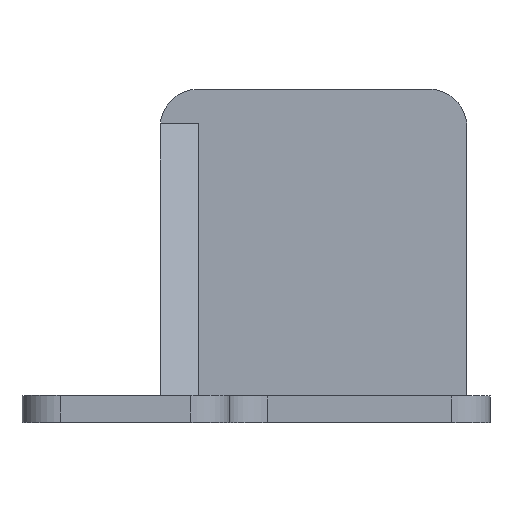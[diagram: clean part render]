
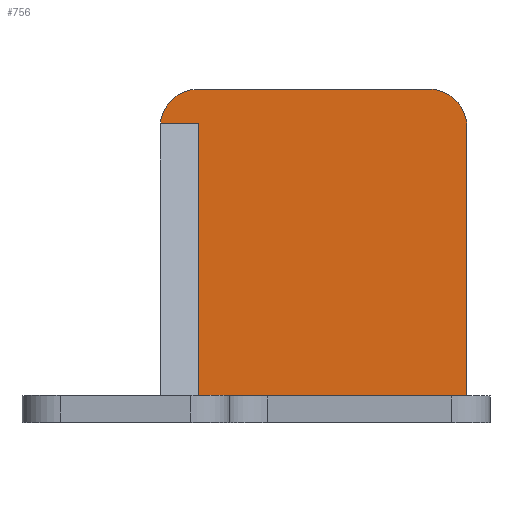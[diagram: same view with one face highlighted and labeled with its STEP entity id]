
A CAD part, top view. The second image highlights one B-rep face of the part: STEP entity #756.
In plain terms, the highlighted planar face has unit normal (0, 0, 1).
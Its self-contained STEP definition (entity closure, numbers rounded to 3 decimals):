
#296 = PLANE('',#297);
#297 = AXIS2_PLACEMENT_3D('',#298,#299,#300);
#298 = CARTESIAN_POINT('',(27.5,0.,-16.225));
#299 = DIRECTION('',(-1.,0.,0.));
#300 = DIRECTION('',(0.,0.,-1.));
#325 = CYLINDRICAL_SURFACE('',#326,5.);
#326 = AXIS2_PLACEMENT_3D('',#327,#328,#329);
#327 = CARTESIAN_POINT('',(22.5,35.,-16.225));
#328 = DIRECTION('',(0.,0.,-1.));
#329 = DIRECTION('',(1.,0.,0.));
#353 = PLANE('',#354);
#354 = AXIS2_PLACEMENT_3D('',#355,#356,#357);
#355 = CARTESIAN_POINT('',(7.5,40.,-18.225));
#356 = DIRECTION('',(0.,1.,0.));
#357 = DIRECTION('',(0.,0.,1.));
#386 = CYLINDRICAL_SURFACE('',#387,5.);
#387 = AXIS2_PLACEMENT_3D('',#388,#389,#390);
#388 = CARTESIAN_POINT('',(-7.5,35.,-20.225));
#389 = DIRECTION('',(0.,0.,1.));
#390 = DIRECTION('',(-1.,0.,0.));
#414 = PLANE('',#415);
#415 = AXIS2_PLACEMENT_3D('',#416,#417,#418);
#416 = CARTESIAN_POINT('',(-12.5,0.,-20.225));
#417 = DIRECTION('',(1.,0.,0.));
#418 = DIRECTION('',(0.,0.,1.));
#440 = PLANE('',#441);
#441 = AXIS2_PLACEMENT_3D('',#442,#443,#444);
#442 = CARTESIAN_POINT('',(7.5,0.,-18.225));
#443 = DIRECTION('',(0.,1.,0.));
#444 = DIRECTION('',(0.,0.,1.));
#455 = EDGE_CURVE('',#456,#458,#460,.T.);
#456 = VERTEX_POINT('',#457);
#457 = CARTESIAN_POINT('',(27.5,0.,-16.225));
#458 = VERTEX_POINT('',#459);
#459 = CARTESIAN_POINT('',(27.5,35.,-16.225));
#460 = SURFACE_CURVE('',#461,(#465,#472),.PCURVE_S1.);
#461 = LINE('',#462,#463);
#462 = CARTESIAN_POINT('',(27.5,0.,-16.225));
#463 = VECTOR('',#464,1.);
#464 = DIRECTION('',(0.,1.,0.));
#465 = PCURVE('',#296,#466);
#466 = DEFINITIONAL_REPRESENTATION('',(#467),#471);
#467 = LINE('',#468,#469);
#468 = CARTESIAN_POINT('',(0.,-0.));
#469 = VECTOR('',#470,1.);
#470 = DIRECTION('',(0.,-1.));
#471 = ( GEOMETRIC_REPRESENTATION_CONTEXT(2) 
PARAMETRIC_REPRESENTATION_CONTEXT() REPRESENTATION_CONTEXT('2D SPACE',''
  ) );
#472 = PCURVE('',#473,#478);
#473 = PLANE('',#474);
#474 = AXIS2_PLACEMENT_3D('',#475,#476,#477);
#475 = CARTESIAN_POINT('',(-12.5,0.,-16.225));
#476 = DIRECTION('',(0.,0.,-1.));
#477 = DIRECTION('',(1.,0.,0.));
#478 = DEFINITIONAL_REPRESENTATION('',(#479),#483);
#479 = LINE('',#480,#481);
#480 = CARTESIAN_POINT('',(40.,0.));
#481 = VECTOR('',#482,1.);
#482 = DIRECTION('',(0.,-1.));
#483 = ( GEOMETRIC_REPRESENTATION_CONTEXT(2) 
PARAMETRIC_REPRESENTATION_CONTEXT() REPRESENTATION_CONTEXT('2D SPACE',''
  ) );
#531 = EDGE_CURVE('',#458,#532,#534,.T.);
#532 = VERTEX_POINT('',#533);
#533 = CARTESIAN_POINT('',(22.5,40.,-16.225));
#534 = SURFACE_CURVE('',#535,(#540,#547),.PCURVE_S1.);
#535 = CIRCLE('',#536,5.);
#536 = AXIS2_PLACEMENT_3D('',#537,#538,#539);
#537 = CARTESIAN_POINT('',(22.5,35.,-16.225));
#538 = DIRECTION('',(0.,0.,1.));
#539 = DIRECTION('',(0.,1.,0.));
#540 = PCURVE('',#325,#541);
#541 = DEFINITIONAL_REPRESENTATION('',(#542),#546);
#542 = LINE('',#543,#544);
#543 = CARTESIAN_POINT('',(4.712,0.));
#544 = VECTOR('',#545,1.);
#545 = DIRECTION('',(-1.,0.));
#546 = ( GEOMETRIC_REPRESENTATION_CONTEXT(2) 
PARAMETRIC_REPRESENTATION_CONTEXT() REPRESENTATION_CONTEXT('2D SPACE',''
  ) );
#547 = PCURVE('',#473,#548);
#548 = DEFINITIONAL_REPRESENTATION('',(#549),#557);
#549 = ( BOUNDED_CURVE() B_SPLINE_CURVE(2,(#550,#551,#552,#553,#554,#555
,#556),.UNSPECIFIED.,.T.,.F.) B_SPLINE_CURVE_WITH_KNOTS((1,2,2,2,2,1),(
    -2.094,0.,2.094,4.189,6.283,
8.378),.UNSPECIFIED.) CURVE() GEOMETRIC_REPRESENTATION_ITEM() 
RATIONAL_B_SPLINE_CURVE((1.,0.5,1.,0.5,1.,0.5,1.)) REPRESENTATION_ITEM(
  '') );
#550 = CARTESIAN_POINT('',(35.,-40.));
#551 = CARTESIAN_POINT('',(26.34,-40.));
#552 = CARTESIAN_POINT('',(30.67,-32.5));
#553 = CARTESIAN_POINT('',(35.,-25.));
#554 = CARTESIAN_POINT('',(39.33,-32.5));
#555 = CARTESIAN_POINT('',(43.66,-40.));
#556 = CARTESIAN_POINT('',(35.,-40.));
#557 = ( GEOMETRIC_REPRESENTATION_CONTEXT(2) 
PARAMETRIC_REPRESENTATION_CONTEXT() REPRESENTATION_CONTEXT('2D SPACE',''
  ) );
#587 = VERTEX_POINT('',#588);
#588 = CARTESIAN_POINT('',(-12.5,0.,-16.225));
#609 = EDGE_CURVE('',#587,#456,#610,.T.);
#610 = SURFACE_CURVE('',#611,(#615,#622),.PCURVE_S1.);
#611 = LINE('',#612,#613);
#612 = CARTESIAN_POINT('',(-12.5,0.,-16.225));
#613 = VECTOR('',#614,1.);
#614 = DIRECTION('',(1.,0.,0.));
#615 = PCURVE('',#440,#616);
#616 = DEFINITIONAL_REPRESENTATION('',(#617),#621);
#617 = LINE('',#618,#619);
#618 = CARTESIAN_POINT('',(2.,-20.));
#619 = VECTOR('',#620,1.);
#620 = DIRECTION('',(0.,1.));
#621 = ( GEOMETRIC_REPRESENTATION_CONTEXT(2) 
PARAMETRIC_REPRESENTATION_CONTEXT() REPRESENTATION_CONTEXT('2D SPACE',''
  ) );
#622 = PCURVE('',#473,#623);
#623 = DEFINITIONAL_REPRESENTATION('',(#624),#628);
#624 = LINE('',#625,#626);
#625 = CARTESIAN_POINT('',(0.,0.));
#626 = VECTOR('',#627,1.);
#627 = DIRECTION('',(1.,0.));
#628 = ( GEOMETRIC_REPRESENTATION_CONTEXT(2) 
PARAMETRIC_REPRESENTATION_CONTEXT() REPRESENTATION_CONTEXT('2D SPACE',''
  ) );
#636 = VERTEX_POINT('',#637);
#637 = CARTESIAN_POINT('',(-7.5,40.,-16.225));
#658 = EDGE_CURVE('',#636,#532,#659,.T.);
#659 = SURFACE_CURVE('',#660,(#664,#671),.PCURVE_S1.);
#660 = LINE('',#661,#662);
#661 = CARTESIAN_POINT('',(-12.5,40.,-16.225));
#662 = VECTOR('',#663,1.);
#663 = DIRECTION('',(1.,0.,0.));
#664 = PCURVE('',#353,#665);
#665 = DEFINITIONAL_REPRESENTATION('',(#666),#670);
#666 = LINE('',#667,#668);
#667 = CARTESIAN_POINT('',(2.,-20.));
#668 = VECTOR('',#669,1.);
#669 = DIRECTION('',(0.,1.));
#670 = ( GEOMETRIC_REPRESENTATION_CONTEXT(2) 
PARAMETRIC_REPRESENTATION_CONTEXT() REPRESENTATION_CONTEXT('2D SPACE',''
  ) );
#671 = PCURVE('',#473,#672);
#672 = DEFINITIONAL_REPRESENTATION('',(#673),#677);
#673 = LINE('',#674,#675);
#674 = CARTESIAN_POINT('',(0.,-40.));
#675 = VECTOR('',#676,1.);
#676 = DIRECTION('',(1.,0.));
#677 = ( GEOMETRIC_REPRESENTATION_CONTEXT(2) 
PARAMETRIC_REPRESENTATION_CONTEXT() REPRESENTATION_CONTEXT('2D SPACE',''
  ) );
#685 = VERTEX_POINT('',#686);
#686 = CARTESIAN_POINT('',(-12.5,35.,-16.225));
#707 = EDGE_CURVE('',#587,#685,#708,.T.);
#708 = SURFACE_CURVE('',#709,(#713,#720),.PCURVE_S1.);
#709 = LINE('',#710,#711);
#710 = CARTESIAN_POINT('',(-12.5,0.,-16.225));
#711 = VECTOR('',#712,1.);
#712 = DIRECTION('',(0.,1.,0.));
#713 = PCURVE('',#414,#714);
#714 = DEFINITIONAL_REPRESENTATION('',(#715),#719);
#715 = LINE('',#716,#717);
#716 = CARTESIAN_POINT('',(4.,0.));
#717 = VECTOR('',#718,1.);
#718 = DIRECTION('',(0.,-1.));
#719 = ( GEOMETRIC_REPRESENTATION_CONTEXT(2) 
PARAMETRIC_REPRESENTATION_CONTEXT() REPRESENTATION_CONTEXT('2D SPACE',''
  ) );
#720 = PCURVE('',#473,#721);
#721 = DEFINITIONAL_REPRESENTATION('',(#722),#726);
#722 = LINE('',#723,#724);
#723 = CARTESIAN_POINT('',(0.,0.));
#724 = VECTOR('',#725,1.);
#725 = DIRECTION('',(0.,-1.));
#726 = ( GEOMETRIC_REPRESENTATION_CONTEXT(2) 
PARAMETRIC_REPRESENTATION_CONTEXT() REPRESENTATION_CONTEXT('2D SPACE',''
  ) );
#734 = EDGE_CURVE('',#685,#636,#735,.T.);
#735 = SURFACE_CURVE('',#736,(#741,#748),.PCURVE_S1.);
#736 = CIRCLE('',#737,5.);
#737 = AXIS2_PLACEMENT_3D('',#738,#739,#740);
#738 = CARTESIAN_POINT('',(-7.5,35.,-16.225));
#739 = DIRECTION('',(0.,0.,-1.));
#740 = DIRECTION('',(0.,-1.,0.));
#741 = PCURVE('',#386,#742);
#742 = DEFINITIONAL_REPRESENTATION('',(#743),#747);
#743 = LINE('',#744,#745);
#744 = CARTESIAN_POINT('',(1.571,4.));
#745 = VECTOR('',#746,1.);
#746 = DIRECTION('',(-1.,0.));
#747 = ( GEOMETRIC_REPRESENTATION_CONTEXT(2) 
PARAMETRIC_REPRESENTATION_CONTEXT() REPRESENTATION_CONTEXT('2D SPACE',''
  ) );
#748 = PCURVE('',#473,#749);
#749 = DEFINITIONAL_REPRESENTATION('',(#750),#754);
#750 = CIRCLE('',#751,5.);
#751 = AXIS2_PLACEMENT_2D('',#752,#753);
#752 = CARTESIAN_POINT('',(5.,-35.));
#753 = DIRECTION('',(0.,1.));
#754 = ( GEOMETRIC_REPRESENTATION_CONTEXT(2) 
PARAMETRIC_REPRESENTATION_CONTEXT() REPRESENTATION_CONTEXT('2D SPACE',''
  ) );
#756 = ADVANCED_FACE('',(#757),#473,.F.);
#757 = FACE_BOUND('',#758,.F.);
#758 = EDGE_LOOP('',(#759,#760,#761,#762,#763,#764));
#759 = ORIENTED_EDGE('',*,*,#707,.T.);
#760 = ORIENTED_EDGE('',*,*,#734,.T.);
#761 = ORIENTED_EDGE('',*,*,#658,.T.);
#762 = ORIENTED_EDGE('',*,*,#531,.F.);
#763 = ORIENTED_EDGE('',*,*,#455,.F.);
#764 = ORIENTED_EDGE('',*,*,#609,.F.);
